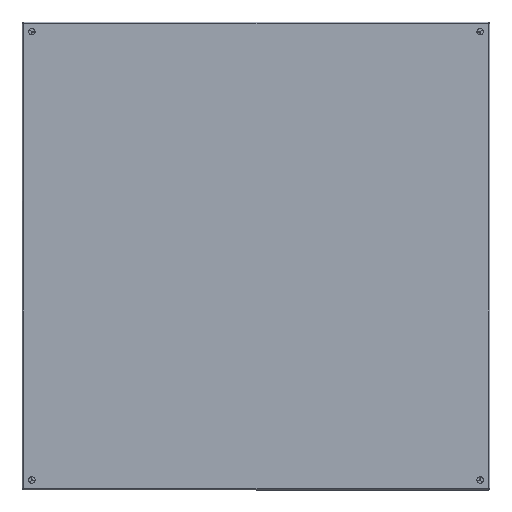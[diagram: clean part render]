
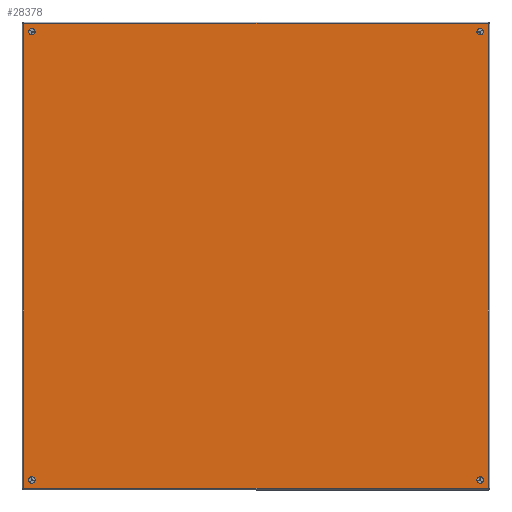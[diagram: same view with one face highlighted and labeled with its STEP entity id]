
A CAD part, top view. The second image highlights one B-rep face of the part: STEP entity #28378.
In plain terms, the highlighted face is planar.
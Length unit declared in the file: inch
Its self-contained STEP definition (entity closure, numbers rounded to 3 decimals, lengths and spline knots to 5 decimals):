
#787 = PLANE ( 'NONE',  #52590 ) ;
#1633 = CARTESIAN_POINT ( 'NONE',  ( 0., 35.25, -17.25 ) ) ;
#1824 = ORIENTED_EDGE ( 'NONE', *, *, #13214, .F. ) ;
#2366 = DIRECTION ( 'NONE',  ( 0., 1., 0. ) ) ;
#3213 = AXIS2_PLACEMENT_3D ( 'NONE', #38830, #10431, #35402 ) ;
#3338 = DIRECTION ( 'NONE',  ( -1., 0., 0. ) ) ;
#3445 = VERTEX_POINT ( 'NONE', #6324 ) ;
#4514 = VERTEX_POINT ( 'NONE', #31511 ) ;
#5230 = CARTESIAN_POINT ( 'NONE',  ( 0., 0.75, 17.25 ) ) ;
#5253 = CARTESIAN_POINT ( 'NONE',  ( 0., 35.25, 17.25 ) ) ;
#5664 = FACE_OUTER_BOUND ( 'NONE', #60822, .T. ) ;
#5910 = CARTESIAN_POINT ( 'NONE',  ( 0., 0.75, -17.25 ) ) ;
#6324 = CARTESIAN_POINT ( 'NONE',  ( 0., 35.892, -17.892 ) ) ;
#6432 = EDGE_CURVE ( 'NONE', #25427, #13580, #16924, .T. ) ;
#6619 = VERTEX_POINT ( 'NONE', #42664 ) ;
#7147 = CARTESIAN_POINT ( 'NONE',  ( 0., 0.072, 17.928 ) ) ;
#8423 = ORIENTED_EDGE ( 'NONE', *, *, #54224, .F. ) ;
#8911 = CARTESIAN_POINT ( 'NONE',  ( 0., 35.25, -17.25 ) ) ;
#10431 = DIRECTION ( 'NONE',  ( -1., 0., 0. ) ) ;
#10975 = EDGE_CURVE ( 'NONE', #16200, #72246, #42045, .T. ) ;
#11202 = EDGE_CURVE ( 'NONE', #64421, #4514, #15815, .T. ) ;
#11764 = CARTESIAN_POINT ( 'NONE',  ( 0., 35.892, 17.892 ) ) ;
#12260 = ORIENTED_EDGE ( 'NONE', *, *, #11202, .F. ) ;
#12708 = DIRECTION ( 'NONE',  ( 0., 0., -1. ) ) ;
#13214 = EDGE_CURVE ( 'NONE', #13580, #16528, #24274, .T. ) ;
#13580 = VERTEX_POINT ( 'NONE', #25557 ) ;
#13798 = AXIS2_PLACEMENT_3D ( 'NONE', #20091, #42871, #65537 ) ;
#14557 = ORIENTED_EDGE ( 'NONE', *, *, #41958, .F. ) ;
#15815 = CIRCLE ( 'NONE', #22884, 0.25 ) ;
#16200 = VERTEX_POINT ( 'NONE', #61933 ) ;
#16489 = VERTEX_POINT ( 'NONE', #52258 ) ;
#16528 = VERTEX_POINT ( 'NONE', #70156 ) ;
#16924 = LINE ( 'NONE', #45646, #46979 ) ;
#17065 = ORIENTED_EDGE ( 'NONE', *, *, #43786, .F. ) ;
#20091 = CARTESIAN_POINT ( 'NONE',  ( 0., 35.25, 17.25 ) ) ;
#20147 = DIRECTION ( 'NONE',  ( 0., 1., 0. ) ) ;
#20238 = ORIENTED_EDGE ( 'NONE', *, *, #6432, .F. ) ;
#21933 = CARTESIAN_POINT ( 'NONE',  ( 0., 1., -17.25 ) ) ;
#22884 = AXIS2_PLACEMENT_3D ( 'NONE', #71597, #3338, #25035 ) ;
#23809 = EDGE_CURVE ( 'NONE', #6619, #42264, #68107, .T. ) ;
#24274 = LINE ( 'NONE', #30611, #48524 ) ;
#25035 = DIRECTION ( 'NONE',  ( 0., 1., 0. ) ) ;
#25270 = EDGE_CURVE ( 'NONE', #3445, #25427, #36113, .T. ) ;
#25427 = VERTEX_POINT ( 'NONE', #11764 ) ;
#25557 = CARTESIAN_POINT ( 'NONE',  ( 0., 0.108, 17.892 ) ) ;
#26322 = EDGE_LOOP ( 'NONE', ( #14557, #12260 ) ) ;
#26735 = DIRECTION ( 'NONE',  ( 0., 1., 0. ) ) ;
#28378 = ADVANCED_FACE ( 'NONE', ( #51555, #5664, #29170, #28424, #51914 ), #787, .F. ) ;
#28424 = FACE_BOUND ( 'NONE', #57356, .T. ) ;
#28675 = DIRECTION ( 'NONE',  ( -1., 0., 0. ) ) ;
#28835 = EDGE_CURVE ( 'NONE', #72879, #16489, #72927, .T. ) ;
#29170 = FACE_BOUND ( 'NONE', #31968, .T. ) ;
#29184 = VECTOR ( 'NONE', #26735, 39.37008 ) ;
#29296 = CIRCLE ( 'NONE', #47209, 0.25 ) ;
#30611 = CARTESIAN_POINT ( 'NONE',  ( 0., 0.108, 17.928 ) ) ;
#31232 = CARTESIAN_POINT ( 'NONE',  ( 0., 35.892, 17.928 ) ) ;
#31511 = CARTESIAN_POINT ( 'NONE',  ( 0., 1., 17.25 ) ) ;
#31583 = CARTESIAN_POINT ( 'NONE',  ( 0., 0.072, -17.892 ) ) ;
#31968 = EDGE_LOOP ( 'NONE', ( #65598, #61238 ) ) ;
#35402 = DIRECTION ( 'NONE',  ( 0., 1., 0. ) ) ;
#36113 = LINE ( 'NONE', #31232, #59757 ) ;
#37030 = DIRECTION ( 'NONE',  ( 0., -1., 0. ) ) ;
#38171 = CIRCLE ( 'NONE', #49966, 0.25 ) ;
#38239 = DIRECTION ( 'NONE',  ( 0., -1., 0. ) ) ;
#38830 = CARTESIAN_POINT ( 'NONE',  ( 0., 0.75, -17.25 ) ) ;
#39614 = DIRECTION ( 'NONE',  ( -1., 0., 0. ) ) ;
#41107 = EDGE_LOOP ( 'NONE', ( #60982, #46054 ) ) ;
#41190 = DIRECTION ( 'NONE',  ( 1., 0., 0. ) ) ;
#41958 = EDGE_CURVE ( 'NONE', #4514, #64421, #29296, .T. ) ;
#42045 = CIRCLE ( 'NONE', #49087, 0.25 ) ;
#42264 = VERTEX_POINT ( 'NONE', #21933 ) ;
#42664 = CARTESIAN_POINT ( 'NONE',  ( 0., 0.5, -17.25 ) ) ;
#42871 = DIRECTION ( 'NONE',  ( -1., 0., 0. ) ) ;
#43786 = EDGE_CURVE ( 'NONE', #42264, #6619, #68905, .T. ) ;
#45646 = CARTESIAN_POINT ( 'NONE',  ( 0., 0.072, 17.892 ) ) ;
#45913 = CIRCLE ( 'NONE', #13798, 0.25 ) ;
#46054 = ORIENTED_EDGE ( 'NONE', *, *, #73083, .F. ) ;
#46790 = AXIS2_PLACEMENT_3D ( 'NONE', #1633, #48637, #2366 ) ;
#46979 = VECTOR ( 'NONE', #38239, 39.37008 ) ;
#47209 = AXIS2_PLACEMENT_3D ( 'NONE', #5230, #39614, #61167 ) ;
#48524 = VECTOR ( 'NONE', #12708, 39.37008 ) ;
#48637 = DIRECTION ( 'NONE',  ( -1., 0., 0. ) ) ;
#48990 = ORIENTED_EDGE ( 'NONE', *, *, #25270, .F. ) ;
#49087 = AXIS2_PLACEMENT_3D ( 'NONE', #5253, #67962, #67218 ) ;
#49966 = AXIS2_PLACEMENT_3D ( 'NONE', #8911, #70838, #20147 ) ;
#51555 = FACE_BOUND ( 'NONE', #26322, .T. ) ;
#51914 = FACE_BOUND ( 'NONE', #41107, .T. ) ;
#52258 = CARTESIAN_POINT ( 'NONE',  ( 0., 35., -17.25 ) ) ;
#52590 = AXIS2_PLACEMENT_3D ( 'NONE', #7147, #41190, #37030 ) ;
#53549 = LINE ( 'NONE', #31583, #29184 ) ;
#53958 = DIRECTION ( 'NONE',  ( 0., 0., 1. ) ) ;
#54224 = EDGE_CURVE ( 'NONE', #16528, #3445, #53549, .T. ) ;
#54522 = ORIENTED_EDGE ( 'NONE', *, *, #23809, .F. ) ;
#57347 = AXIS2_PLACEMENT_3D ( 'NONE', #5910, #28675, #62208 ) ;
#57356 = EDGE_LOOP ( 'NONE', ( #17065, #54522 ) ) ;
#59757 = VECTOR ( 'NONE', #53958, 39.37008 ) ;
#60822 = EDGE_LOOP ( 'NONE', ( #1824, #20238, #48990, #8423 ) ) ;
#60982 = ORIENTED_EDGE ( 'NONE', *, *, #28835, .F. ) ;
#61167 = DIRECTION ( 'NONE',  ( 0., 1., 0. ) ) ;
#61238 = ORIENTED_EDGE ( 'NONE', *, *, #10975, .F. ) ;
#61933 = CARTESIAN_POINT ( 'NONE',  ( 0., 35., 17.25 ) ) ;
#62208 = DIRECTION ( 'NONE',  ( 0., 1., 0. ) ) ;
#64421 = VERTEX_POINT ( 'NONE', #66955 ) ;
#64559 = EDGE_CURVE ( 'NONE', #72246, #16200, #45913, .T. ) ;
#65537 = DIRECTION ( 'NONE',  ( 0., 1., 0. ) ) ;
#65598 = ORIENTED_EDGE ( 'NONE', *, *, #64559, .F. ) ;
#66417 = CARTESIAN_POINT ( 'NONE',  ( 0., 35.5, -17.25 ) ) ;
#66955 = CARTESIAN_POINT ( 'NONE',  ( 0., 0.5, 17.25 ) ) ;
#67218 = DIRECTION ( 'NONE',  ( 0., 1., 0. ) ) ;
#67962 = DIRECTION ( 'NONE',  ( -1., 0., 0. ) ) ;
#68107 = CIRCLE ( 'NONE', #57347, 0.25 ) ;
#68905 = CIRCLE ( 'NONE', #3213, 0.25 ) ;
#70156 = CARTESIAN_POINT ( 'NONE',  ( 0., 0.108, -17.892 ) ) ;
#70838 = DIRECTION ( 'NONE',  ( -1., 0., 0. ) ) ;
#71597 = CARTESIAN_POINT ( 'NONE',  ( 0., 0.75, 17.25 ) ) ;
#72246 = VERTEX_POINT ( 'NONE', #72349 ) ;
#72349 = CARTESIAN_POINT ( 'NONE',  ( 0., 35.5, 17.25 ) ) ;
#72879 = VERTEX_POINT ( 'NONE', #66417 ) ;
#72927 = CIRCLE ( 'NONE', #46790, 0.25 ) ;
#73083 = EDGE_CURVE ( 'NONE', #16489, #72879, #38171, .T. ) ;
